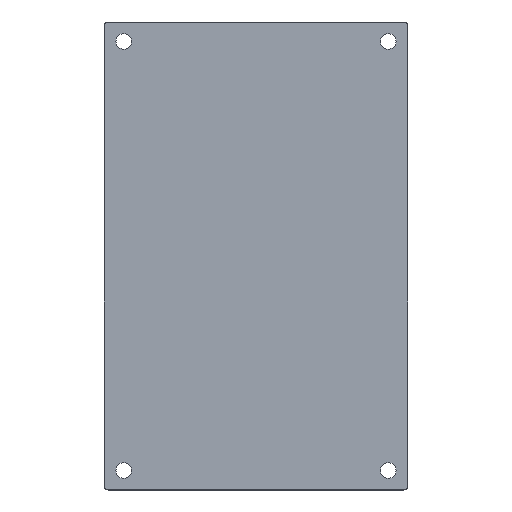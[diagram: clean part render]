
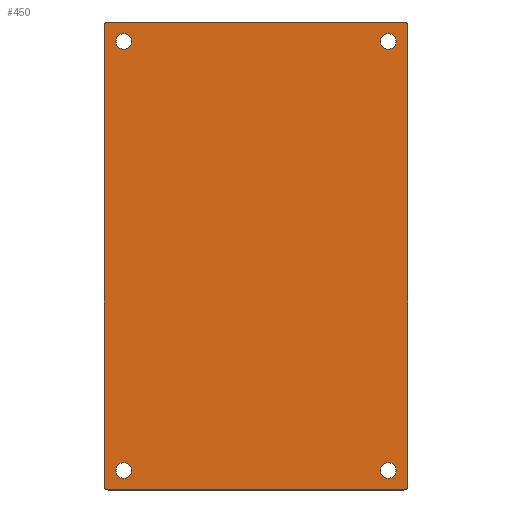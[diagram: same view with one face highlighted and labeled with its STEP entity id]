
A CAD part, top view. The second image highlights one B-rep face of the part: STEP entity #450.
In plain terms, the highlighted planar face has unit normal (0, 0, 1).
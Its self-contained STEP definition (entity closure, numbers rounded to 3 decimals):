
#23=FACE_BOUND('',#97,.T.);
#24=FACE_BOUND('',#98,.T.);
#25=FACE_BOUND('',#99,.T.);
#26=FACE_BOUND('',#100,.T.);
#39=PLANE('',#518);
#62=FACE_OUTER_BOUND('',#96,.T.);
#96=EDGE_LOOP('',(#389,#390,#391,#392,#393,#394,#395,#396));
#97=EDGE_LOOP('',(#397));
#98=EDGE_LOOP('',(#398));
#99=EDGE_LOOP('',(#399));
#100=EDGE_LOOP('',(#400));
#105=CIRCLE('',#471,0.5);
#106=CIRCLE('',#479,0.5);
#107=CIRCLE('',#484,0.5);
#108=CIRCLE('',#490,0.5);
#114=CIRCLE('',#499,1.);
#117=CIRCLE('',#504,1.);
#120=CIRCLE('',#509,1.);
#123=CIRCLE('',#514,1.);
#134=LINE('',#697,#166);
#144=LINE('',#728,#176);
#147=LINE('',#735,#179);
#153=LINE('',#784,#185);
#166=VECTOR('',#552,10.);
#176=VECTOR('',#584,10.);
#179=VECTOR('',#593,10.);
#185=VECTOR('',#653,10.);
#199=VERTEX_POINT('',#670);
#200=VERTEX_POINT('',#672);
#209=VERTEX_POINT('',#696);
#210=VERTEX_POINT('',#700);
#215=VERTEX_POINT('',#714);
#216=VERTEX_POINT('',#716);
#219=VERTEX_POINT('',#727);
#220=VERTEX_POINT('',#731);
#226=VERTEX_POINT('',#748);
#229=VERTEX_POINT('',#757);
#232=VERTEX_POINT('',#766);
#235=VERTEX_POINT('',#775);
#239=EDGE_CURVE('',#199,#200,#105,.T.);
#251=EDGE_CURVE('',#209,#200,#134,.T.);
#253=EDGE_CURVE('',#209,#210,#106,.T.);
#261=EDGE_CURVE('',#215,#216,#107,.T.);
#267=EDGE_CURVE('',#219,#216,#144,.T.);
#269=EDGE_CURVE('',#219,#220,#108,.T.);
#271=EDGE_CURVE('',#215,#210,#147,.T.);
#278=EDGE_CURVE('',#226,#226,#114,.T.);
#282=EDGE_CURVE('',#229,#229,#117,.T.);
#286=EDGE_CURVE('',#232,#232,#120,.T.);
#290=EDGE_CURVE('',#235,#235,#123,.T.);
#293=EDGE_CURVE('',#199,#220,#153,.T.);
#389=ORIENTED_EDGE('',*,*,#239,.F.);
#390=ORIENTED_EDGE('',*,*,#293,.T.);
#391=ORIENTED_EDGE('',*,*,#269,.F.);
#392=ORIENTED_EDGE('',*,*,#267,.T.);
#393=ORIENTED_EDGE('',*,*,#261,.F.);
#394=ORIENTED_EDGE('',*,*,#271,.T.);
#395=ORIENTED_EDGE('',*,*,#253,.F.);
#396=ORIENTED_EDGE('',*,*,#251,.T.);
#397=ORIENTED_EDGE('',*,*,#278,.F.);
#398=ORIENTED_EDGE('',*,*,#282,.F.);
#399=ORIENTED_EDGE('',*,*,#286,.F.);
#400=ORIENTED_EDGE('',*,*,#290,.F.);
#450=ADVANCED_FACE('',(#62,#23,#24,#25,#26),#39,.F.);
#471=AXIS2_PLACEMENT_3D('',#673,#530,#531);
#479=AXIS2_PLACEMENT_3D('',#701,#556,#557);
#484=AXIS2_PLACEMENT_3D('',#717,#571,#572);
#490=AXIS2_PLACEMENT_3D('',#732,#588,#589);
#499=AXIS2_PLACEMENT_3D('',#750,#609,#610);
#504=AXIS2_PLACEMENT_3D('',#759,#620,#621);
#509=AXIS2_PLACEMENT_3D('',#768,#631,#632);
#514=AXIS2_PLACEMENT_3D('',#777,#642,#643);
#518=AXIS2_PLACEMENT_3D('',#783,#651,#652);
#530=DIRECTION('center_axis',(0.,0.,-1.));
#531=DIRECTION('ref_axis',(-0.707,0.707,0.));
#552=DIRECTION('',(-1.,0.,0.));
#556=DIRECTION('center_axis',(0.,0.,-1.));
#557=DIRECTION('ref_axis',(0.707,0.707,0.));
#571=DIRECTION('center_axis',(0.,0.,-1.));
#572=DIRECTION('ref_axis',(0.707,-0.707,0.));
#584=DIRECTION('',(1.,0.,0.));
#588=DIRECTION('center_axis',(0.,0.,-1.));
#589=DIRECTION('ref_axis',(-0.707,-0.707,0.));
#593=DIRECTION('',(0.,1.,0.));
#609=DIRECTION('center_axis',(0.,0.,1.));
#610=DIRECTION('ref_axis',(1.,0.,0.));
#620=DIRECTION('center_axis',(0.,0.,1.));
#621=DIRECTION('ref_axis',(1.,0.,0.));
#631=DIRECTION('center_axis',(0.,0.,1.));
#632=DIRECTION('ref_axis',(1.,0.,0.));
#642=DIRECTION('center_axis',(0.,0.,1.));
#643=DIRECTION('ref_axis',(1.,0.,0.));
#651=DIRECTION('center_axis',(0.,0.,-1.));
#652=DIRECTION('ref_axis',(1.,0.,0.));
#653=DIRECTION('',(0.,-1.,0.));
#670=CARTESIAN_POINT('',(-3.,35.52,-10.855));
#672=CARTESIAN_POINT('',(-2.5,36.02,-10.855));
#673=CARTESIAN_POINT('Origin',(-2.5,35.52,-10.855));
#696=CARTESIAN_POINT('',(35.52,36.02,-10.855));
#697=CARTESIAN_POINT('',(36.02,36.02,-10.855));
#700=CARTESIAN_POINT('',(36.02,35.52,-10.855));
#701=CARTESIAN_POINT('Origin',(35.52,35.52,-10.855));
#714=CARTESIAN_POINT('',(36.02,-23.66,-10.855));
#716=CARTESIAN_POINT('',(35.52,-24.16,-10.855));
#717=CARTESIAN_POINT('Origin',(35.52,-23.66,-10.855));
#727=CARTESIAN_POINT('',(-2.5,-24.16,-10.855));
#728=CARTESIAN_POINT('',(-3.,-24.16,-10.855));
#731=CARTESIAN_POINT('',(-3.,-23.66,-10.855));
#732=CARTESIAN_POINT('Origin',(-2.5,-23.66,-10.855));
#735=CARTESIAN_POINT('',(36.02,-24.16,-10.855));
#748=CARTESIAN_POINT('',(-1.5,-21.66,-10.855));
#750=CARTESIAN_POINT('Origin',(-0.5,-21.66,-10.855));
#757=CARTESIAN_POINT('',(-1.5,33.52,-10.855));
#759=CARTESIAN_POINT('Origin',(-0.5,33.52,-10.855));
#766=CARTESIAN_POINT('',(32.52,-21.66,-10.855));
#768=CARTESIAN_POINT('Origin',(33.52,-21.66,-10.855));
#775=CARTESIAN_POINT('',(32.52,33.52,-10.855));
#777=CARTESIAN_POINT('Origin',(33.52,33.52,-10.855));
#783=CARTESIAN_POINT('Origin',(34.77,34.77,-10.855));
#784=CARTESIAN_POINT('',(-3.,36.02,-10.855));
